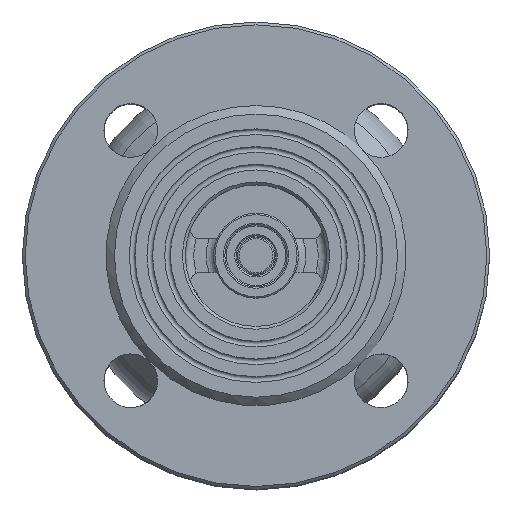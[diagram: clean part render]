
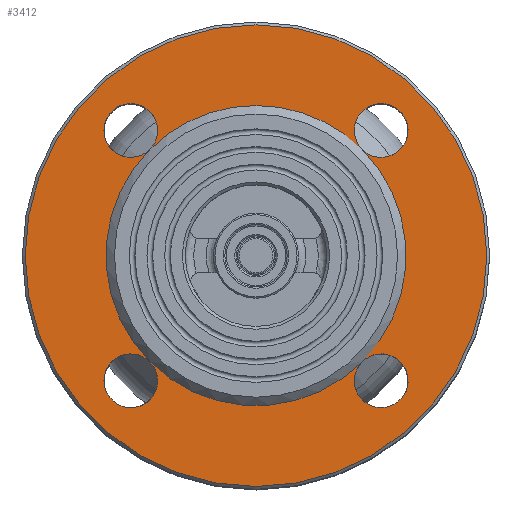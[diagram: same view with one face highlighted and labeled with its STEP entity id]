
A CAD part, top view. The second image highlights one B-rep face of the part: STEP entity #3412.
In plain terms, the highlighted planar face has unit normal (0, 0, 1).
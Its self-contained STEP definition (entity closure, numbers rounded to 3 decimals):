
#82=FACE_BOUND('',#960,.T.);
#750=FACE_OUTER_BOUND('',#959,.T.);
#959=EDGE_LOOP('',(#2888));
#960=EDGE_LOOP('',(#2889,#2890,#2891,#2892,#2893,#2894,#2895,#2896,#2897,
#2898,#2899,#2900,#2901));
#1170=CIRCLE('',#3783,9.5);
#1171=CIRCLE('',#3784,9.5);
#1174=CIRCLE('',#3788,9.5);
#1175=CIRCLE('',#3789,9.5);
#1178=CIRCLE('',#3793,9.5);
#1179=CIRCLE('',#3794,9.5);
#1182=CIRCLE('',#3798,9.5);
#1183=CIRCLE('',#3799,9.5);
#1187=CIRCLE('',#3805,81.5);
#1188=CIRCLE('',#3806,53.);
#1189=CIRCLE('',#3807,53.);
#1190=CIRCLE('',#3808,53.);
#1191=CIRCLE('',#3809,53.);
#1192=CIRCLE('',#3810,53.);
#1499=VERTEX_POINT('',#6660);
#1500=VERTEX_POINT('',#6661);
#1502=VERTEX_POINT('',#6669);
#1503=VERTEX_POINT('',#6670);
#1505=VERTEX_POINT('',#6678);
#1506=VERTEX_POINT('',#6679);
#1508=VERTEX_POINT('',#6687);
#1509=VERTEX_POINT('',#6688);
#1512=VERTEX_POINT('',#6699);
#1513=VERTEX_POINT('',#6701);
#1958=EDGE_CURVE('',#1499,#1500,#1170,.T.);
#1959=EDGE_CURVE('',#1500,#1499,#1171,.T.);
#1963=EDGE_CURVE('',#1502,#1503,#1174,.T.);
#1964=EDGE_CURVE('',#1503,#1502,#1175,.T.);
#1968=EDGE_CURVE('',#1505,#1506,#1178,.T.);
#1969=EDGE_CURVE('',#1506,#1505,#1179,.T.);
#1973=EDGE_CURVE('',#1508,#1509,#1182,.T.);
#1974=EDGE_CURVE('',#1509,#1508,#1183,.T.);
#1979=EDGE_CURVE('',#1512,#1512,#1187,.T.);
#1980=EDGE_CURVE('',#1508,#1513,#1188,.T.);
#1981=EDGE_CURVE('',#1499,#1508,#1189,.T.);
#1982=EDGE_CURVE('',#1505,#1499,#1190,.T.);
#1983=EDGE_CURVE('',#1502,#1505,#1191,.T.);
#1984=EDGE_CURVE('',#1513,#1502,#1192,.T.);
#2888=ORIENTED_EDGE('',*,*,#1979,.F.);
#2889=ORIENTED_EDGE('',*,*,#1980,.F.);
#2890=ORIENTED_EDGE('',*,*,#1973,.T.);
#2891=ORIENTED_EDGE('',*,*,#1974,.T.);
#2892=ORIENTED_EDGE('',*,*,#1981,.F.);
#2893=ORIENTED_EDGE('',*,*,#1958,.T.);
#2894=ORIENTED_EDGE('',*,*,#1959,.T.);
#2895=ORIENTED_EDGE('',*,*,#1982,.F.);
#2896=ORIENTED_EDGE('',*,*,#1968,.T.);
#2897=ORIENTED_EDGE('',*,*,#1969,.T.);
#2898=ORIENTED_EDGE('',*,*,#1983,.F.);
#2899=ORIENTED_EDGE('',*,*,#1963,.T.);
#2900=ORIENTED_EDGE('',*,*,#1964,.T.);
#2901=ORIENTED_EDGE('',*,*,#1984,.F.);
#3060=PLANE('',#3804);
#3412=ADVANCED_FACE('',(#750,#82),#3060,.T.);
#3783=AXIS2_PLACEMENT_3D('',#6662,#4671,#4672);
#3784=AXIS2_PLACEMENT_3D('',#6663,#4673,#4674);
#3788=AXIS2_PLACEMENT_3D('',#6671,#4682,#4683);
#3789=AXIS2_PLACEMENT_3D('',#6672,#4684,#4685);
#3793=AXIS2_PLACEMENT_3D('',#6680,#4693,#4694);
#3794=AXIS2_PLACEMENT_3D('',#6681,#4695,#4696);
#3798=AXIS2_PLACEMENT_3D('',#6689,#4704,#4705);
#3799=AXIS2_PLACEMENT_3D('',#6690,#4706,#4707);
#3804=AXIS2_PLACEMENT_3D('',#6698,#4717,#4718);
#3805=AXIS2_PLACEMENT_3D('',#6700,#4719,#4720);
#3806=AXIS2_PLACEMENT_3D('',#6702,#4721,#4722);
#3807=AXIS2_PLACEMENT_3D('',#6703,#4723,#4724);
#3808=AXIS2_PLACEMENT_3D('',#6704,#4725,#4726);
#3809=AXIS2_PLACEMENT_3D('',#6705,#4727,#4728);
#3810=AXIS2_PLACEMENT_3D('',#6706,#4729,#4730);
#4671=DIRECTION('center_axis',(0.,0.,-1.));
#4672=DIRECTION('ref_axis',(1.,0.,0.));
#4673=DIRECTION('center_axis',(0.,0.,-1.));
#4674=DIRECTION('ref_axis',(1.,0.,0.));
#4682=DIRECTION('center_axis',(0.,0.,-1.));
#4683=DIRECTION('ref_axis',(1.,0.,0.));
#4684=DIRECTION('center_axis',(0.,0.,-1.));
#4685=DIRECTION('ref_axis',(1.,0.,0.));
#4693=DIRECTION('center_axis',(0.,0.,-1.));
#4694=DIRECTION('ref_axis',(1.,0.,0.));
#4695=DIRECTION('center_axis',(0.,0.,-1.));
#4696=DIRECTION('ref_axis',(1.,0.,0.));
#4704=DIRECTION('center_axis',(0.,0.,-1.));
#4705=DIRECTION('ref_axis',(1.,0.,0.));
#4706=DIRECTION('center_axis',(0.,0.,-1.));
#4707=DIRECTION('ref_axis',(1.,0.,0.));
#4717=DIRECTION('center_axis',(0.,0.,1.));
#4718=DIRECTION('ref_axis',(1.,0.,0.));
#4719=DIRECTION('center_axis',(0.,0.,-1.));
#4720=DIRECTION('ref_axis',(0.,-1.,0.));
#4721=DIRECTION('center_axis',(0.,0.,1.));
#4722=DIRECTION('ref_axis',(0.,-1.,0.));
#4723=DIRECTION('center_axis',(0.,0.,1.));
#4724=DIRECTION('ref_axis',(0.,-1.,0.));
#4725=DIRECTION('center_axis',(0.,0.,1.));
#4726=DIRECTION('ref_axis',(0.,-1.,0.));
#4727=DIRECTION('center_axis',(0.,0.,1.));
#4728=DIRECTION('ref_axis',(0.,-1.,0.));
#4729=DIRECTION('center_axis',(0.,0.,1.));
#4730=DIRECTION('ref_axis',(0.,-1.,0.));
#6660=CARTESIAN_POINT('',(37.477,-37.477,-3.));
#6661=CARTESIAN_POINT('',(34.694,-44.194,-3.));
#6662=CARTESIAN_POINT('Origin',(44.194,-44.194,-3.));
#6663=CARTESIAN_POINT('Origin',(44.194,-44.194,-3.));
#6669=CARTESIAN_POINT('',(-37.477,37.477,-3.));
#6670=CARTESIAN_POINT('',(-53.694,44.194,-3.));
#6671=CARTESIAN_POINT('Origin',(-44.194,44.194,-3.));
#6672=CARTESIAN_POINT('Origin',(-44.194,44.194,-3.));
#6678=CARTESIAN_POINT('',(-37.477,-37.477,-3.));
#6679=CARTESIAN_POINT('',(-53.694,-44.194,-3.));
#6680=CARTESIAN_POINT('Origin',(-44.194,-44.194,-3.));
#6681=CARTESIAN_POINT('Origin',(-44.194,-44.194,-3.));
#6687=CARTESIAN_POINT('',(37.477,37.477,-3.));
#6688=CARTESIAN_POINT('',(34.694,44.194,-3.));
#6689=CARTESIAN_POINT('Origin',(44.194,44.194,-3.));
#6690=CARTESIAN_POINT('Origin',(44.194,44.194,-3.));
#6698=CARTESIAN_POINT('Origin',(0.,50.,-3.));
#6699=CARTESIAN_POINT('',(0.,81.5,-3.));
#6700=CARTESIAN_POINT('Origin',(0.,0.,-3.));
#6701=CARTESIAN_POINT('',(0.,53.,-3.));
#6702=CARTESIAN_POINT('Origin',(0.,0.,-3.));
#6703=CARTESIAN_POINT('Origin',(0.,0.,-3.));
#6704=CARTESIAN_POINT('Origin',(0.,0.,-3.));
#6705=CARTESIAN_POINT('Origin',(0.,0.,-3.));
#6706=CARTESIAN_POINT('Origin',(0.,0.,-3.));
